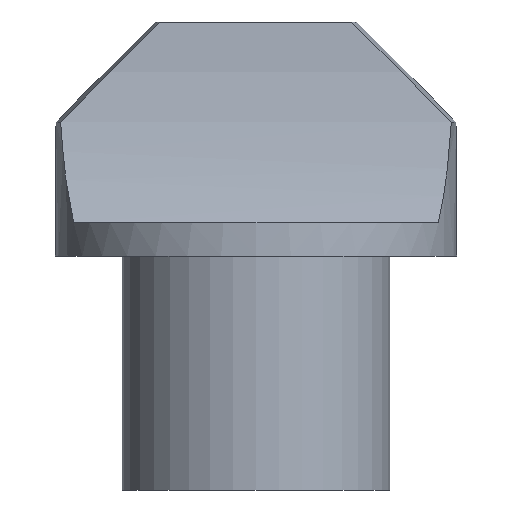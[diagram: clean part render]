
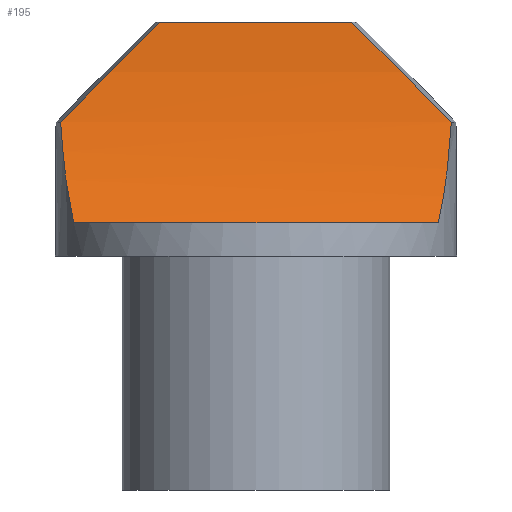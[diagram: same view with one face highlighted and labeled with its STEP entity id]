
A CAD part, left-side view. The second image highlights one B-rep face of the part: STEP entity #195.
In plain terms, the highlighted cylindrical face has radius 15 mm (diameter 30 mm), a partial arc.
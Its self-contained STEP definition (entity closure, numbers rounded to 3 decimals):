
#25=LINE('',#352,#32);
#26=LINE('',#373,#33);
#32=VECTOR('',#257,10.);
#33=VECTOR('',#266,10.);
#38=CYLINDRICAL_SURFACE('',#226,15.);
#46=FACE_OUTER_BOUND('',#59,.T.);
#59=EDGE_LOOP('',(#153,#154,#155,#156,#157,#158));
#82=B_SPLINE_CURVE_WITH_KNOTS('',3,(#306,#307,#308,#309,#310,#311,#312,
#313),.UNSPECIFIED.,.F.,.F.,(4,2,2,4),(6.071,6.137,
6.368,6.471),.UNSPECIFIED.);
#87=B_SPLINE_CURVE_WITH_KNOTS('',3,(#356,#357,#358,#359,#360,#361,#362,
#363,#364),.UNSPECIFIED.,.F.,.F.,(4,2,3,4),(-0.334,-0.231,
0.,0.066),.UNSPECIFIED.);
#88=B_SPLINE_CURVE_WITH_KNOTS('',3,(#368,#369,#370,#371),.UNSPECIFIED.,
 .F.,.F.,(4,4),(3.827,4.134),.UNSPECIFIED.);
#89=B_SPLINE_CURVE_WITH_KNOTS('',3,(#374,#375,#376,#377),.UNSPECIFIED.,
 .F.,.F.,(4,4),(1.861,2.168),.UNSPECIFIED.);
#90=VERTEX_POINT('',#304);
#91=VERTEX_POINT('',#305);
#98=VERTEX_POINT('',#351);
#99=VERTEX_POINT('',#355);
#100=VERTEX_POINT('',#367);
#101=VERTEX_POINT('',#372);
#108=EDGE_CURVE('',#90,#91,#82,.T.);
#117=EDGE_CURVE('',#91,#98,#25,.T.);
#119=EDGE_CURVE('',#98,#99,#87,.T.);
#121=EDGE_CURVE('',#100,#90,#88,.T.);
#122=EDGE_CURVE('',#101,#100,#26,.T.);
#123=EDGE_CURVE('',#99,#101,#89,.T.);
#153=ORIENTED_EDGE('',*,*,#108,.F.);
#154=ORIENTED_EDGE('',*,*,#121,.F.);
#155=ORIENTED_EDGE('',*,*,#122,.F.);
#156=ORIENTED_EDGE('',*,*,#123,.F.);
#157=ORIENTED_EDGE('',*,*,#119,.F.);
#158=ORIENTED_EDGE('',*,*,#117,.F.);
#195=ADVANCED_FACE('',(#46),#38,.F.);
#226=AXIS2_PLACEMENT_3D('',#366,#264,#265);
#257=DIRECTION('',(0.,-1.,0.));
#264=DIRECTION('center_axis',(0.,1.,0.));
#265=DIRECTION('ref_axis',(0.999,0.,-0.052));
#266=DIRECTION('',(0.,1.,0.));
#304=CARTESIAN_POINT('',(-0.323,14.995,11.));
#305=CARTESIAN_POINT('',(0.141,12.014,14.));
#306=CARTESIAN_POINT('Ctrl Pts',(-0.323,14.995,11.));
#307=CARTESIAN_POINT('Ctrl Pts',(-0.281,14.84,11.16));
#308=CARTESIAN_POINT('Ctrl Pts',(-0.243,14.687,11.318));
#309=CARTESIAN_POINT('Ctrl Pts',(-0.084,14.003,12.02));
#310=CARTESIAN_POINT('Ctrl Pts',(0.017,13.412,12.619));
#311=CARTESIAN_POINT('Ctrl Pts',(0.107,12.547,13.479));
#312=CARTESIAN_POINT('Ctrl Pts',(0.128,12.279,13.743));
#313=CARTESIAN_POINT('Ctrl Pts',(0.141,12.014,14.));
#351=CARTESIAN_POINT('',(0.141,6.29,14.));
#352=CARTESIAN_POINT('',(0.141,3.152,14.));
#355=CARTESIAN_POINT('',(-0.323,3.309,11.));
#356=CARTESIAN_POINT('Ctrl Pts',(0.141,6.29,14.));
#357=CARTESIAN_POINT('Ctrl Pts',(0.128,6.025,13.743));
#358=CARTESIAN_POINT('Ctrl Pts',(0.107,5.757,13.479));
#359=CARTESIAN_POINT('Ctrl Pts',(0.017,4.892,12.619));
#360=CARTESIAN_POINT('Ctrl Pts',(-0.084,4.301,12.02));
#361=CARTESIAN_POINT('Ctrl Pts',(-0.208,3.77,11.475));
#362=CARTESIAN_POINT('Ctrl Pts',(-0.243,3.617,11.318));
#363=CARTESIAN_POINT('Ctrl Pts',(-0.281,3.464,11.16));
#364=CARTESIAN_POINT('Ctrl Pts',(-0.323,3.309,11.));
#366=CARTESIAN_POINT('Origin',(-14.839,3.152,14.781));
#367=CARTESIAN_POINT('',(-1.459,14.606,8.));
#368=CARTESIAN_POINT('Ctrl Pts',(-1.459,14.606,8.));
#369=CARTESIAN_POINT('Ctrl Pts',(-1.001,14.816,8.904));
#370=CARTESIAN_POINT('Ctrl Pts',(-0.601,14.93,9.932));
#371=CARTESIAN_POINT('Ctrl Pts',(-0.323,14.995,11.));
#372=CARTESIAN_POINT('',(-1.459,3.698,8.));
#373=CARTESIAN_POINT('',(-1.459,11.879,8.));
#374=CARTESIAN_POINT('Ctrl Pts',(-0.323,3.309,11.));
#375=CARTESIAN_POINT('Ctrl Pts',(-0.601,3.374,9.932));
#376=CARTESIAN_POINT('Ctrl Pts',(-1.001,3.488,8.904));
#377=CARTESIAN_POINT('Ctrl Pts',(-1.459,3.698,8.));
